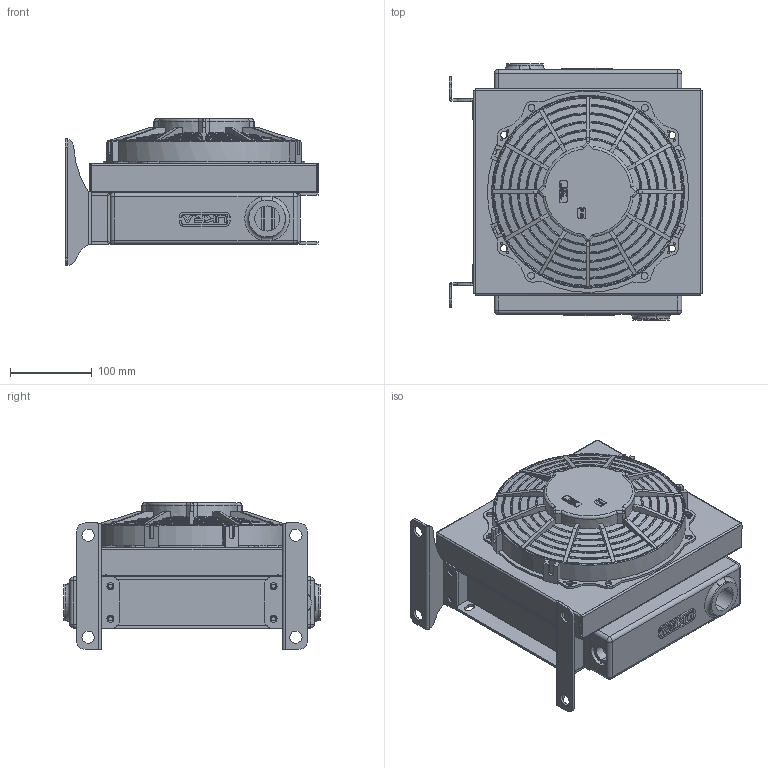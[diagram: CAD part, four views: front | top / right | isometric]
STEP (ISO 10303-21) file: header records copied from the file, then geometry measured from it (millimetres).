
FILE_DESCRIPTION (( 'STEP AP203' ), '1' );
FILE_NAME ('A14Y-12.24V.STEP', '2023-03-19T09:14:02', ( 'mc' ), ( '' ), 'SwSTEP 2.0', 'SolidWorks 2012', '' );
FILE_SCHEMA (( 'CONFIG_CONTROL_DESIGN' ));
Length unit declared in the file: millimetre
Products named in the file (15): A14Y-12.24V; Aynalama63GOVDE AYAK; UMB-A14Y PETEK; 7-A14Y-UST KAZAN; 6-A14Y-ALT KAZAN; 4-A14Y-DOLU1PLAKA; 1-A14Y PETEK ARA SACI; 2-A14Y-ARASAC; 5-A14Y-ZIKZAK FIN; 3-A14Y-FIN-KANAL DAYAMA; 63GOVDE AYAK; 6401297E-3D; 11-A13Y 12-24 DAVLUMBAZ; 9-A13Y AYAK BAGLANTI LAMASI; 8-A13Y SAG-SOL CERCEVE
Assembly tree (114 placements, depth 3):
  A14Y-12.24V
    8-A13Y SAG-SOL CERCEVE  x2
    9-A13Y AYAK BAGLANTI LAMASI  x2
    11-A13Y 12-24 DAVLUMBAZ
    6401297E-3D
    63GOVDE AYAK
    UMB-A14Y PETEK
      3-A14Y-FIN-KANAL DAYAMA  x34
      5-A14Y-ZIKZAK FIN  x17
      2-A14Y-ARASAC  x34
      1-A14Y PETEK ARA SACI  x16
      4-A14Y-DOLU1PLAKA  x2
      6-A14Y-ALT KAZAN
      7-A14Y-UST KAZAN
    Aynalama63GOVDE AYAK
Bounding box: 310.29 x 314 x 180 mm (x, y, z)
Volume: 3486279.9 mm3; surface area: 2303858.4 mm2
Topology: 113 solids, 117 shells, 2250 faces, 5752 edges, 3758 vertices
Faces by surface type: plane 1496, cylinder 393, bspline 252, cone 93, torus 8, sphere 8
Entity records: 59813 total; most frequent: CARTESIAN_POINT 20021, ORIENTED_EDGE 8040, DIRECTION 6531, EDGE_CURVE 4020, VERTEX_POINT 2620, LINE 2223, VECTOR 2223, AXIS2_PLACEMENT_3D 2154
